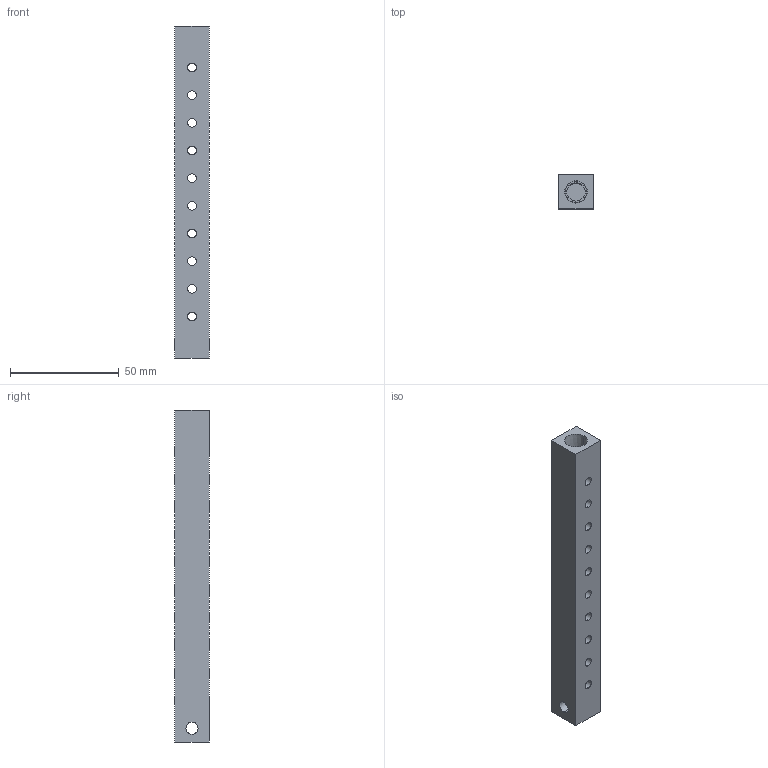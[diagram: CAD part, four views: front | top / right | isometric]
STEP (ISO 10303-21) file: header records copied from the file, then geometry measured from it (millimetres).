
FILE_DESCRIPTION (( 'STEP AP203' ), '1' );
FILE_NAME ('MRA-10BA-180.step', '2016-02-02T19:37:55', ( '' ), ( '' ), 'SwSTEP 2.0', 'SolidWorks 2015', '' );
FILE_SCHEMA (( 'CONFIG_CONTROL_DESIGN' ));
Length unit declared in the file: inch
Products named in the file (1): MRA-10BA-180
Bounding box: 15.88 x 15.75 x 152.4 mm (x, y, z)
Volume: 28775.1 mm3; surface area: 14570.3 mm2
Topology: 1 solids, 1 shells, 54 faces, 150 edges, 100 vertices
Faces by surface type: cylinder 44, plane 8, cone 2
Entity records: 2989 total; most frequent: CARTESIAN_POINT 1465, ORIENTED_EDGE 300, DIRECTION 272, EDGE_CURVE 150, AXIS2_PLACEMENT_3D 107, VERTEX_POINT 100, EDGE_LOOP 98, VECTOR 58
